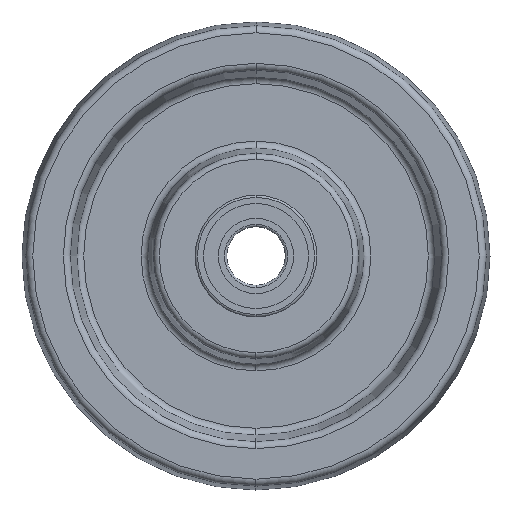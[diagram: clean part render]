
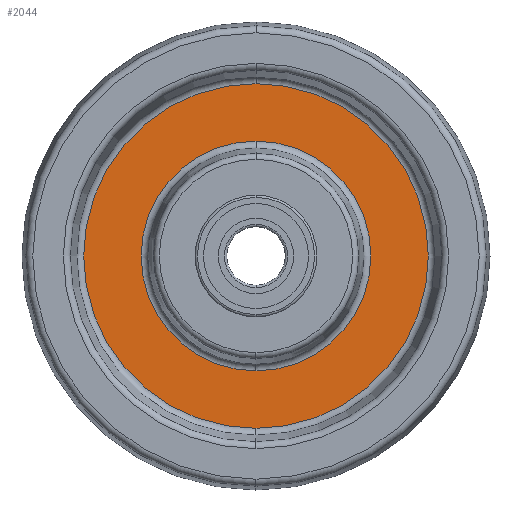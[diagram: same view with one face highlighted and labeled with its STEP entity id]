
A CAD part, left-side view. The second image highlights one B-rep face of the part: STEP entity #2044.
In plain terms, the highlighted planar face has unit normal (-1, 0, 0).
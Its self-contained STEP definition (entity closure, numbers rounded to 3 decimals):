
#7 = CIRCLE ( 'NONE', #5459, 49.102 ) ;
#544 = VERTEX_POINT ( 'NONE', #1132 ) ;
#585 = AXIS2_PLACEMENT_3D ( 'NONE', #4447, #5038, #6616 ) ;
#642 = DIRECTION ( 'NONE',  ( -1., 0., 0. ) ) ;
#668 = AXIS2_PLACEMENT_3D ( 'NONE', #2038, #1067, #5839 ) ;
#799 = EDGE_CURVE ( 'NONE', #4460, #544, #7, .T. ) ;
#882 = EDGE_LOOP ( 'NONE', ( #1660, #4862 ) ) ;
#1030 = DIRECTION ( 'NONE',  ( 0., 0., 1. ) ) ;
#1067 = DIRECTION ( 'NONE',  ( -1., 0., 0. ) ) ;
#1132 = CARTESIAN_POINT ( 'NONE',  ( -9., 0., -49.102 ) ) ;
#1306 = DIRECTION ( 'NONE',  ( 0., 0., 1. ) ) ;
#1660 = ORIENTED_EDGE ( 'NONE', *, *, #799, .F. ) ;
#1671 = VERTEX_POINT ( 'NONE', #4629 ) ;
#2038 = CARTESIAN_POINT ( 'NONE',  ( -9., 0., 0. ) ) ;
#2044 = ADVANCED_FACE ( 'NONE', ( #3482, #5567 ), #2946, .T. ) ;
#2277 = ORIENTED_EDGE ( 'NONE', *, *, #5610, .T. ) ;
#2422 = EDGE_CURVE ( 'NONE', #544, #4460, #3660, .T. ) ;
#2704 = DIRECTION ( 'NONE',  ( 0., 0., 1. ) ) ;
#2946 = PLANE ( 'NONE',  #585 ) ;
#3028 = AXIS2_PLACEMENT_3D ( 'NONE', #6317, #5382, #2704 ) ;
#3331 = CARTESIAN_POINT ( 'NONE',  ( -9., 0., 49.102 ) ) ;
#3482 = FACE_OUTER_BOUND ( 'NONE', #3818, .T. ) ;
#3646 = CIRCLE ( 'NONE', #668, 73.658 ) ;
#3660 = CIRCLE ( 'NONE', #3028, 49.102 ) ;
#3690 = DIRECTION ( 'NONE',  ( -1., 0., 0. ) ) ;
#3818 = EDGE_LOOP ( 'NONE', ( #2277, #5080 ) ) ;
#4447 = CARTESIAN_POINT ( 'NONE',  ( -9., 49.102, 0. ) ) ;
#4460 = VERTEX_POINT ( 'NONE', #3331 ) ;
#4629 = CARTESIAN_POINT ( 'NONE',  ( -9., 0., -73.658 ) ) ;
#4862 = ORIENTED_EDGE ( 'NONE', *, *, #2422, .F. ) ;
#4871 = CARTESIAN_POINT ( 'NONE',  ( -9., 0., 0. ) ) ;
#4925 = CARTESIAN_POINT ( 'NONE',  ( -9., 0., 73.658 ) ) ;
#5038 = DIRECTION ( 'NONE',  ( -1., 0., 0. ) ) ;
#5080 = ORIENTED_EDGE ( 'NONE', *, *, #5484, .T. ) ;
#5189 = CARTESIAN_POINT ( 'NONE',  ( -9., 0., 0. ) ) ;
#5214 = AXIS2_PLACEMENT_3D ( 'NONE', #4871, #642, #1306 ) ;
#5382 = DIRECTION ( 'NONE',  ( -1., 0., 0. ) ) ;
#5459 = AXIS2_PLACEMENT_3D ( 'NONE', #5189, #3690, #1030 ) ;
#5484 = EDGE_CURVE ( 'NONE', #1671, #6531, #3646, .T. ) ;
#5567 = FACE_BOUND ( 'NONE', #882, .T. ) ;
#5610 = EDGE_CURVE ( 'NONE', #6531, #1671, #5662, .T. ) ;
#5662 = CIRCLE ( 'NONE', #5214, 73.658 ) ;
#5839 = DIRECTION ( 'NONE',  ( 0., 0., 1. ) ) ;
#6317 = CARTESIAN_POINT ( 'NONE',  ( -9., 0., 0. ) ) ;
#6531 = VERTEX_POINT ( 'NONE', #4925 ) ;
#6616 = DIRECTION ( 'NONE',  ( 0., 0., 1. ) ) ;
